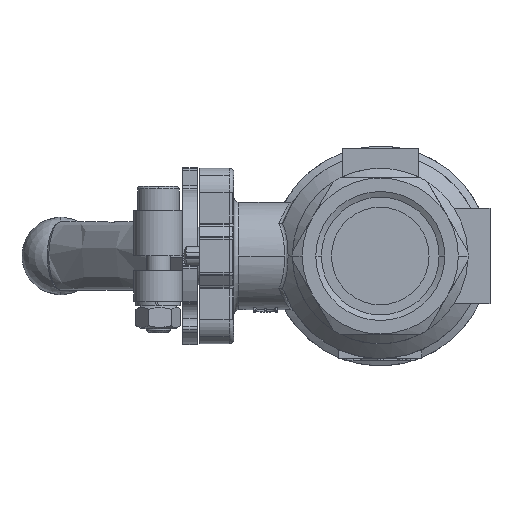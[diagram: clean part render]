
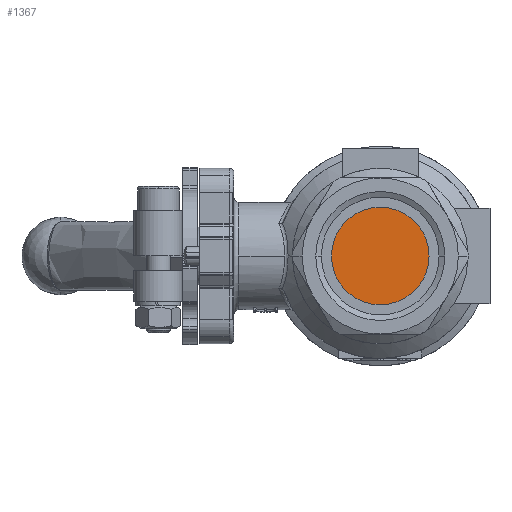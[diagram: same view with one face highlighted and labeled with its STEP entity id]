
A CAD part, left-side view. The second image highlights one B-rep face of the part: STEP entity #1367.
In plain terms, the highlighted planar face has unit normal (-1, 0, 0).
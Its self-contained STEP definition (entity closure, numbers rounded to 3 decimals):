
#1367=ADVANCED_FACE('',(#3084),#3085,.F.);
#3084=FACE_OUTER_BOUND('',#5764,.T.);
#3085=PLANE('',#5765);
#5764=EDGE_LOOP('',(#10761,#10762));
#5765=AXIS2_PLACEMENT_3D('',#10763,#10764,#10765);
#10761=ORIENTED_EDGE('',*,*,#14078,.F.);
#10762=ORIENTED_EDGE('',*,*,#15124,.F.);
#10763=CARTESIAN_POINT('',(-18.695,-5.0,0.0));
#10764=DIRECTION('',(1.0,0.0,0.0));
#10765=DIRECTION('',(0.0,1.0,-0.0));
#14078=EDGE_CURVE('',#16564,#16567,#16568,.T.);
#15124=EDGE_CURVE('',#16567,#16564,#18115,.T.);
#16564=VERTEX_POINT('',#20138);
#16567=VERTEX_POINT('',#20142);
#16568=CIRCLE('',#20143,10.0);
#18115=CIRCLE('',#23188,10.0);
#20138=CARTESIAN_POINT('',(-18.695,-10.0,0.0));
#20142=CARTESIAN_POINT('',(-18.695,10.0,0.));
#20143=AXIS2_PLACEMENT_3D('',#28109,#28110,#28111);
#23188=AXIS2_PLACEMENT_3D('',#28954,#28955,#28956);
#28109=CARTESIAN_POINT('',(-18.695,0.0,0.0));
#28110=DIRECTION('',(1.0,0.0,0.0));
#28111=DIRECTION('',(0.0,-1.0,0.0));
#28954=CARTESIAN_POINT('',(-18.695,0.0,0.0));
#28955=DIRECTION('',(1.0,0.0,0.0));
#28956=DIRECTION('',(0.0,-1.0,0.0));
